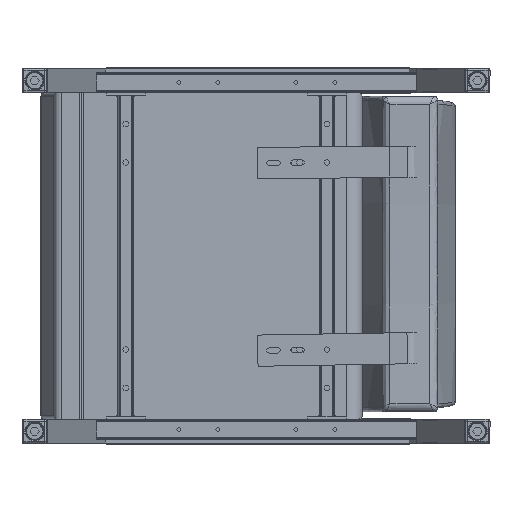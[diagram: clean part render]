
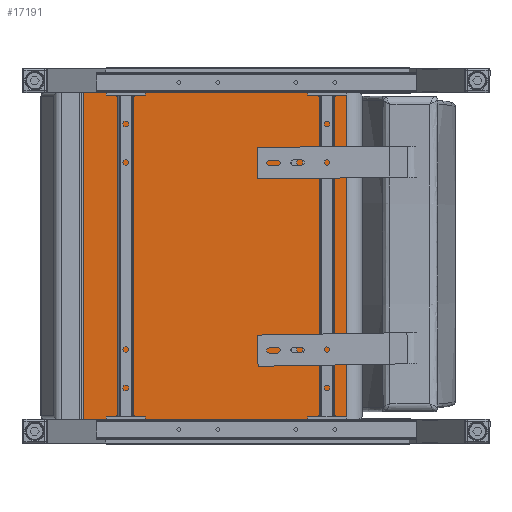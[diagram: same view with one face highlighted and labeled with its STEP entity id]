
A CAD part, front view. The second image highlights one B-rep face of the part: STEP entity #17191.
In plain terms, the highlighted planar face has unit normal (0, -1, 0).
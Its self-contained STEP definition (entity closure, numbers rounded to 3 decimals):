
#645=PLANE('',#18654);
#1569=LINE('',#28184,#2705);
#1570=LINE('',#28188,#2706);
#1571=LINE('',#28192,#2707);
#1572=LINE('',#28193,#2708);
#2705=VECTOR('',#20786,0.394);
#2706=VECTOR('',#20791,0.394);
#2707=VECTOR('',#20796,0.394);
#2708=VECTOR('',#20797,0.394);
#4858=FACE_OUTER_BOUND('',#6011,.T.);
#6011=EDGE_LOOP('',(#12506,#12507,#12508,#12509));
#8084=VERTEX_POINT('',#28181);
#8085=VERTEX_POINT('',#28183);
#8086=VERTEX_POINT('',#28187);
#8087=VERTEX_POINT('',#28191);
#9715=EDGE_CURVE('',#8084,#8085,#1569,.T.);
#9717=EDGE_CURVE('',#8086,#8085,#1570,.T.);
#9719=EDGE_CURVE('',#8086,#8087,#1571,.T.);
#9720=EDGE_CURVE('',#8087,#8084,#1572,.T.);
#12506=ORIENTED_EDGE('',*,*,#9719,.F.);
#12507=ORIENTED_EDGE('',*,*,#9717,.T.);
#12508=ORIENTED_EDGE('',*,*,#9715,.F.);
#12509=ORIENTED_EDGE('',*,*,#9720,.F.);
#17191=ADVANCED_FACE('',(#4858),#645,.T.);
#18654=AXIS2_PLACEMENT_3D('',#28190,#20794,#20795);
#20786=DIRECTION('',(1.,0.,0.));
#20791=DIRECTION('',(0.,0.,1.));
#20794=DIRECTION('center_axis',(0.,-1.,0.));
#20795=DIRECTION('ref_axis',(1.,0.,0.));
#20796=DIRECTION('',(-1.,0.,0.));
#20797=DIRECTION('',(0.,0.,1.));
#28181=CARTESIAN_POINT('',(-12.083,0.797,21.));
#28183=CARTESIAN_POINT('',(4.791,0.797,21.));
#28184=CARTESIAN_POINT('',(4.791,0.797,21.));
#28187=CARTESIAN_POINT('',(4.791,0.797,0.));
#28188=CARTESIAN_POINT('',(4.791,0.797,0.));
#28190=CARTESIAN_POINT('Origin',(-12.083,0.797,0.));
#28191=CARTESIAN_POINT('',(-12.083,0.797,0.));
#28192=CARTESIAN_POINT('',(4.791,0.797,0.));
#28193=CARTESIAN_POINT('',(-12.083,0.797,0.));
